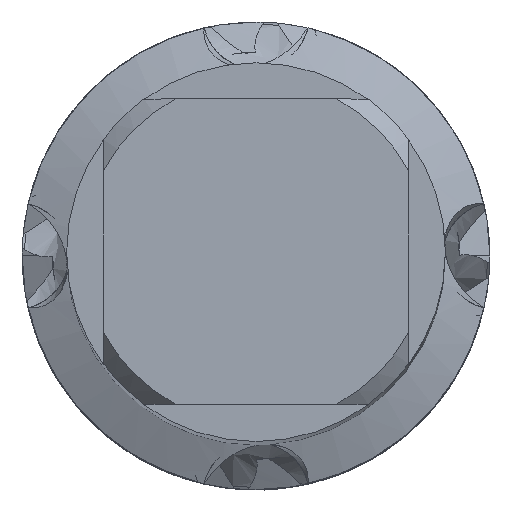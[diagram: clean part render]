
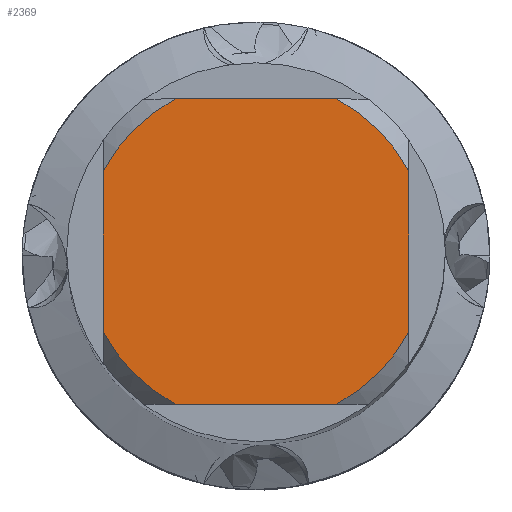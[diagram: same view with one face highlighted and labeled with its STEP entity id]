
A CAD part, top view. The second image highlights one B-rep face of the part: STEP entity #2369.
In plain terms, the highlighted planar face has unit normal (0, 0, 1).
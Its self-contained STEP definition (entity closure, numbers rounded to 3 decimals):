
#1787=EDGE_CURVE('',#4053,#3365,#5202,.T.);
#1961=EDGE_CURVE('',#2897,#2391,#5395,.T.);
#2269=EDGE_CURVE('',#4053,#2759,#5727,.T.);
#2369=ADVANCED_FACE('',(#5835),#5836,.T.);
#2391=VERTEX_POINT('',#5860);
#2759=VERTEX_POINT('',#6262);
#2897=VERTEX_POINT('',#6414);
#2955=EDGE_CURVE('',#3271,#2391,#6478,.T.);
#3027=EDGE_CURVE('',#3271,#2759,#6555,.T.);
#3271=VERTEX_POINT('',#6826);
#3365=VERTEX_POINT('',#6928);
#3715=VERTEX_POINT('',#7310);
#4053=VERTEX_POINT('',#7671);
#4219=EDGE_CURVE('',#4931,#3365,#7851,.T.);
#4267=EDGE_CURVE('',#2897,#3715,#7906,.T.);
#4401=EDGE_CURVE('',#4931,#3715,#8048,.T.);
#4931=VERTEX_POINT('',#8615);
#5202=LINE('',#9371,#9372);
#5395=LINE('',#10177,#10178);
#5727=CIRCLE('',#11526,8.2);
#5835=FACE_OUTER_BOUND('',#11847,.T.);
#5836=PLANE('',#11848);
#5860=CARTESIAN_POINT('',(-7.25,-3.831,0.0));
#6262=CARTESIAN_POINT('',(3.831,-7.25,0.0));
#6414=CARTESIAN_POINT('',(-7.25,3.831,0.0));
#6478=CIRCLE('',#14264,8.2);
#6555=LINE('',#14567,#14568);
#6826=CARTESIAN_POINT('',(-3.831,-7.25,0.0));
#6928=CARTESIAN_POINT('',(7.25,3.831,0.0));
#7310=CARTESIAN_POINT('',(-3.831,7.25,0.0));
#7671=CARTESIAN_POINT('',(7.25,-3.831,0.0));
#7851=CIRCLE('',#21366,8.2);
#7906=CIRCLE('',#21953,8.2);
#8048=LINE('',#22391,#22392);
#8615=CARTESIAN_POINT('',(3.831,7.25,0.0));
#9371=CARTESIAN_POINT('',(7.25,2.05,0.0));
#9372=VECTOR('',#25765,1.0);
#10177=CARTESIAN_POINT('',(-7.25,2.05,0.0));
#10178=VECTOR('',#25986,1.0);
#11526=AXIS2_PLACEMENT_3D('',#26266,#26267,#26268);
#11847=EDGE_LOOP('',(#26368,#26369,#26370,#26371,#26372,#26373,#26374,#26375));
#11848=AXIS2_PLACEMENT_3D('',#26376,#26377,#26378);
#14264=AXIS2_PLACEMENT_3D('',#27001,#27002,#27003);
#14567=CARTESIAN_POINT('',(0.0,-7.25,0.0));
#14568=VECTOR('',#27066,1.0);
#21366=AXIS2_PLACEMENT_3D('',#28436,#28437,#28438);
#21953=AXIS2_PLACEMENT_3D('',#28504,#28505,#28506);
#22391=CARTESIAN_POINT('',(0.0,7.25,0.0));
#22392=VECTOR('',#28609,1.0);
#25765=DIRECTION('',(-0.0,1.0,0.0));
#25986=DIRECTION('',(-0.0,-1.0,0.0));
#26266=CARTESIAN_POINT('',(0.0,0.0,0.0));
#26267=DIRECTION('',(0.0,0.0,-1.0));
#26268=DIRECTION('',(0.0,1.0,0.0));
#26368=ORIENTED_EDGE('',*,*,#1961,.T.);
#26369=ORIENTED_EDGE('',*,*,#2955,.F.);
#26370=ORIENTED_EDGE('',*,*,#3027,.T.);
#26371=ORIENTED_EDGE('',*,*,#2269,.F.);
#26372=ORIENTED_EDGE('',*,*,#1787,.T.);
#26373=ORIENTED_EDGE('',*,*,#4219,.F.);
#26374=ORIENTED_EDGE('',*,*,#4401,.T.);
#26375=ORIENTED_EDGE('',*,*,#4267,.F.);
#26376=CARTESIAN_POINT('',(0.0,4.1,0.0));
#26377=DIRECTION('',(-0.0,0.0,1.0));
#26378=DIRECTION('',(0.0,-1.0,0.0));
#27001=CARTESIAN_POINT('',(0.0,0.0,0.0));
#27002=DIRECTION('',(0.0,0.0,-1.0));
#27003=DIRECTION('',(0.0,1.0,0.0));
#27066=DIRECTION('',(1.0,0.0,0.0));
#28436=CARTESIAN_POINT('',(0.0,0.0,0.0));
#28437=DIRECTION('',(0.0,0.0,-1.0));
#28438=DIRECTION('',(0.0,1.0,0.0));
#28504=CARTESIAN_POINT('',(0.0,0.0,0.0));
#28505=DIRECTION('',(0.0,0.0,-1.0));
#28506=DIRECTION('',(0.0,1.0,0.0));
#28609=DIRECTION('',(-1.0,0.0,0.0));
